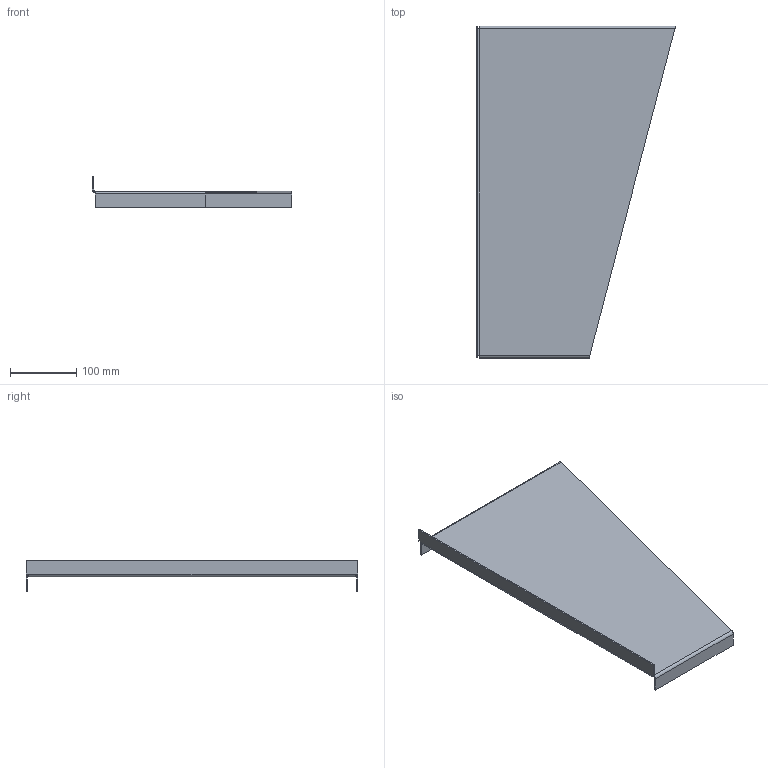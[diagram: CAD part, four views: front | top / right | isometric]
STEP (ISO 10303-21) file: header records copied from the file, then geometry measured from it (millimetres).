
FILE_DESCRIPTION(/* description */ ('t=2 mm'),/* implementation_level */ '2;1');
FILE_NAME(/* name */ 'Part5.stp',/* time_stamp */ '2023-12-08T12:44:41+05:30',/* author */ ('SUW'),/* organization */ (''),/* preprocessor_version */ 'ST-DEVELOPER v19',/* originating_system */ 'Autodesk Inventor 2023',/* authorisation */ '');
FILE_SCHEMA (('AUTOMOTIVE_DESIGN { 1 0 10303 214 3 1 1 }'));
Length unit declared in the file: millimetre
Products named in the file (1): Part5
Bounding box: 300 x 500 x 48 mm (x, y, z)
Volume: 276539.3 mm3; surface area: 279806 mm2
Topology: 1 solids, 1 shells, 32 faces, 68 edges, 38 vertices
Faces by surface type: plane 24, cylinder 6, bspline 2
Entity records: 915 total; most frequent: CARTESIAN_POINT 201, ORIENTED_EDGE 136, DIRECTION 134, EDGE_CURVE 68, LINE 56, VECTOR 56, AXIS2_PLACEMENT_3D 39, VERTEX_POINT 38
